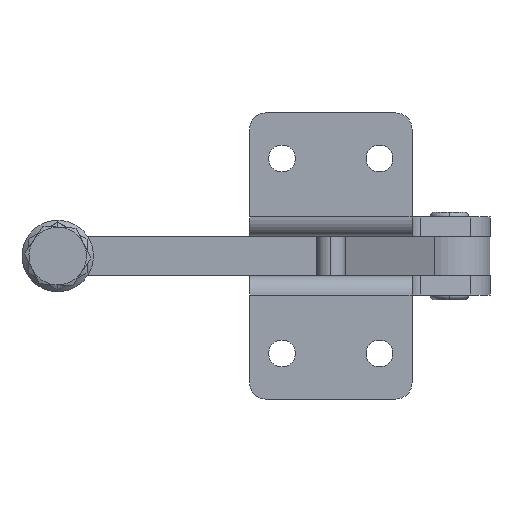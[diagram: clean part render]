
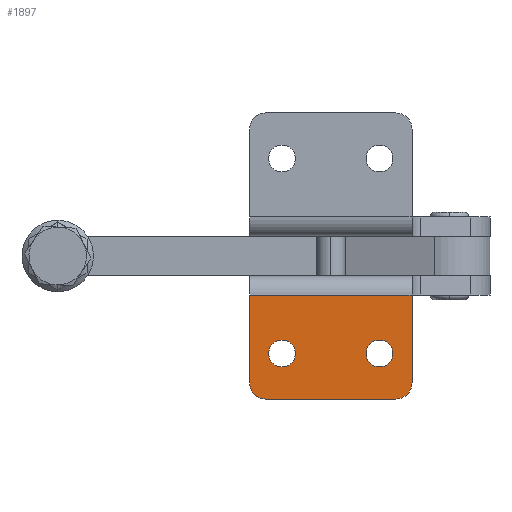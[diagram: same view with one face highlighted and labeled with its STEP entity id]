
A CAD part, front view. The second image highlights one B-rep face of the part: STEP entity #1897.
In plain terms, the highlighted planar face has unit normal (0, -1, 0).
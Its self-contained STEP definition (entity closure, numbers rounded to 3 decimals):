
#1478 = CARTESIAN_POINT ( 'NONE',  ( 40., 27., -34.15 ) ) ;
#1579 = CARTESIAN_POINT ( 'NONE',  ( 10., 27., -25.85 ) ) ;
#1610 = CARTESIAN_POINT ( 'NONE',  ( 45., 27., -44. ) ) ;
#1649 = CARTESIAN_POINT ( 'NONE',  ( 50., 27., -12. ) ) ;
#1698 = CARTESIAN_POINT ( 'NONE',  ( 5., 27., -44. ) ) ;
#1727 = CARTESIAN_POINT ( 'NONE',  ( 40., 27., -25.85 ) ) ;
#1744 = CARTESIAN_POINT ( 'NONE',  ( 0., 27., -12. ) ) ;
#1784 = CARTESIAN_POINT ( 'NONE',  ( 0., 27., -39. ) ) ;
#1789 = CARTESIAN_POINT ( 'NONE',  ( 50., 27., -39. ) ) ;
#1798 = CARTESIAN_POINT ( 'NONE',  ( 10., 27., -34.15 ) ) ;
#1897 = ADVANCED_FACE ( 'NONE', ( #13592, #13603, #13601 ), #23900, .F. ) ;
#3731 = LINE ( 'NONE', #7844, #3736 ) ;
#3733 = LINE ( 'NONE', #7850, #3743 ) ;
#3734 = CIRCLE ( 'NONE', #25673, 5. ) ;
#3736 = VECTOR ( 'NONE', #7840, 1000. ) ;
#3738 = CIRCLE ( 'NONE', #25676, 4.15 ) ;
#3741 = CIRCLE ( 'NONE', #25674, 5. ) ;
#3743 = VECTOR ( 'NONE', #7834, 1000. ) ;
#3745 = LINE ( 'NONE', #7849, #3749 ) ;
#3747 = LINE ( 'NONE', #7858, #3754 ) ;
#3749 = VECTOR ( 'NONE', #7848, 1000. ) ;
#3751 = CIRCLE ( 'NONE', #25675, 4.15 ) ;
#3754 = VECTOR ( 'NONE', #7859, 1000. ) ;
#3781 = CIRCLE ( 'NONE', #25681, 4.15 ) ;
#3794 = CIRCLE ( 'NONE', #25683, 4.15 ) ;
#7834 = DIRECTION ( 'NONE',  ( 1., 0., 0. ) ) ;
#7840 = DIRECTION ( 'NONE',  ( 0., 0., -1. ) ) ;
#7844 = CARTESIAN_POINT ( 'NONE',  ( 50., 27., 12. ) ) ;
#7848 = DIRECTION ( 'NONE',  ( 0., 0., 1. ) ) ;
#7849 = CARTESIAN_POINT ( 'NONE',  ( 0., 27., 12. ) ) ;
#7850 = CARTESIAN_POINT ( 'NONE',  ( 0., 27., -44. ) ) ;
#7851 = CARTESIAN_POINT ( 'NONE',  ( 45., 27., -39. ) ) ;
#7852 = DIRECTION ( 'NONE',  ( 0., -1., 0. ) ) ;
#7853 = DIRECTION ( 'NONE',  ( 0., 0., -1. ) ) ;
#7855 = CARTESIAN_POINT ( 'NONE',  ( 5., 27., -39. ) ) ;
#7856 = DIRECTION ( 'NONE',  ( 0., -1., 0. ) ) ;
#7857 = DIRECTION ( 'NONE',  ( 0., 0., -1. ) ) ;
#7858 = CARTESIAN_POINT ( 'NONE',  ( 74., 27., -12. ) ) ;
#7859 = DIRECTION ( 'NONE',  ( 1., 0., 0. ) ) ;
#7861 = CARTESIAN_POINT ( 'NONE',  ( 10., 27., -30. ) ) ;
#7862 = DIRECTION ( 'NONE',  ( 0., -1., 0. ) ) ;
#7863 = DIRECTION ( 'NONE',  ( 0., 0., -1. ) ) ;
#7866 = CARTESIAN_POINT ( 'NONE',  ( 40., 27., -30. ) ) ;
#7867 = DIRECTION ( 'NONE',  ( 0., -1., 0. ) ) ;
#7868 = DIRECTION ( 'NONE',  ( 0., 0., -1. ) ) ;
#7891 = CARTESIAN_POINT ( 'NONE',  ( 10., 27., -30. ) ) ;
#7892 = DIRECTION ( 'NONE',  ( 0., -1., 0. ) ) ;
#7893 = DIRECTION ( 'NONE',  ( 0., 0., -1. ) ) ;
#7899 = CARTESIAN_POINT ( 'NONE',  ( 40., 27., -30. ) ) ;
#7900 = DIRECTION ( 'NONE',  ( 0., -1., 0. ) ) ;
#7901 = DIRECTION ( 'NONE',  ( 0., 0., -1. ) ) ;
#13474 = ORIENTED_EDGE ( 'NONE', *, *, #24752, .F. ) ;
#13475 = ORIENTED_EDGE ( 'NONE', *, *, #24753, .T. ) ;
#13476 = ORIENTED_EDGE ( 'NONE', *, *, #24754, .T. ) ;
#13477 = ORIENTED_EDGE ( 'NONE', *, *, #24755, .T. ) ;
#13536 = EDGE_LOOP ( 'NONE', ( #22625, #22622 ) ) ;
#13592 = FACE_BOUND ( 'NONE', #16826, .T. ) ;
#13601 = FACE_OUTER_BOUND ( 'NONE', #16833, .T. ) ;
#13603 = FACE_BOUND ( 'NONE', #13536, .T. ) ;
#16826 = EDGE_LOOP ( 'NONE', ( #22627, #22631 ) ) ;
#16833 = EDGE_LOOP ( 'NONE', ( #22624, #22620, #13477, #13476, #13475, #13474 ) ) ;
#22268 = VERTEX_POINT ( 'NONE', #1478 ) ;
#22369 = VERTEX_POINT ( 'NONE', #1579 ) ;
#22400 = VERTEX_POINT ( 'NONE', #1610 ) ;
#22439 = VERTEX_POINT ( 'NONE', #1649 ) ;
#22488 = VERTEX_POINT ( 'NONE', #1698 ) ;
#22517 = VERTEX_POINT ( 'NONE', #1727 ) ;
#22534 = VERTEX_POINT ( 'NONE', #1744 ) ;
#22574 = VERTEX_POINT ( 'NONE', #1784 ) ;
#22579 = VERTEX_POINT ( 'NONE', #1789 ) ;
#22588 = VERTEX_POINT ( 'NONE', #1798 ) ;
#22620 = ORIENTED_EDGE ( 'NONE', *, *, #24756, .F. ) ;
#22622 = ORIENTED_EDGE ( 'NONE', *, *, #24769, .F. ) ;
#22624 = ORIENTED_EDGE ( 'NONE', *, *, #24757, .F. ) ;
#22625 = ORIENTED_EDGE ( 'NONE', *, *, #24758, .F. ) ;
#22627 = ORIENTED_EDGE ( 'NONE', *, *, #24759, .F. ) ;
#22631 = ORIENTED_EDGE ( 'NONE', *, *, #24773, .F. ) ;
#23888 = CARTESIAN_POINT ( 'NONE',  ( -10.732, 27., 192.871 ) ) ;
#23900 = PLANE ( 'NONE',  #24873 ) ;
#23906 = DIRECTION ( 'NONE',  ( 0., 0., 1. ) ) ;
#23922 = DIRECTION ( 'NONE',  ( 0., 1., 0. ) ) ;
#24752 = EDGE_CURVE ( 'NONE', #22439, #22579, #3731, .T. ) ;
#24753 = EDGE_CURVE ( 'NONE', #22400, #22579, #3734, .T. ) ;
#24754 = EDGE_CURVE ( 'NONE', #22488, #22400, #3733, .T. ) ;
#24755 = EDGE_CURVE ( 'NONE', #22574, #22488, #3741, .T. ) ;
#24756 = EDGE_CURVE ( 'NONE', #22574, #22534, #3745, .T. ) ;
#24757 = EDGE_CURVE ( 'NONE', #22534, #22439, #3747, .T. ) ;
#24758 = EDGE_CURVE ( 'NONE', #22588, #22369, #3751, .T. ) ;
#24759 = EDGE_CURVE ( 'NONE', #22268, #22517, #3738, .T. ) ;
#24769 = EDGE_CURVE ( 'NONE', #22369, #22588, #3781, .T. ) ;
#24773 = EDGE_CURVE ( 'NONE', #22517, #22268, #3794, .T. ) ;
#24873 = AXIS2_PLACEMENT_3D ( 'NONE', #23888, #23922, #23906 ) ;
#25673 = AXIS2_PLACEMENT_3D ( 'NONE', #7851, #7852, #7853 ) ;
#25674 = AXIS2_PLACEMENT_3D ( 'NONE', #7855, #7856, #7857 ) ;
#25675 = AXIS2_PLACEMENT_3D ( 'NONE', #7861, #7862, #7863 ) ;
#25676 = AXIS2_PLACEMENT_3D ( 'NONE', #7866, #7867, #7868 ) ;
#25681 = AXIS2_PLACEMENT_3D ( 'NONE', #7891, #7892, #7893 ) ;
#25683 = AXIS2_PLACEMENT_3D ( 'NONE', #7899, #7900, #7901 ) ;
